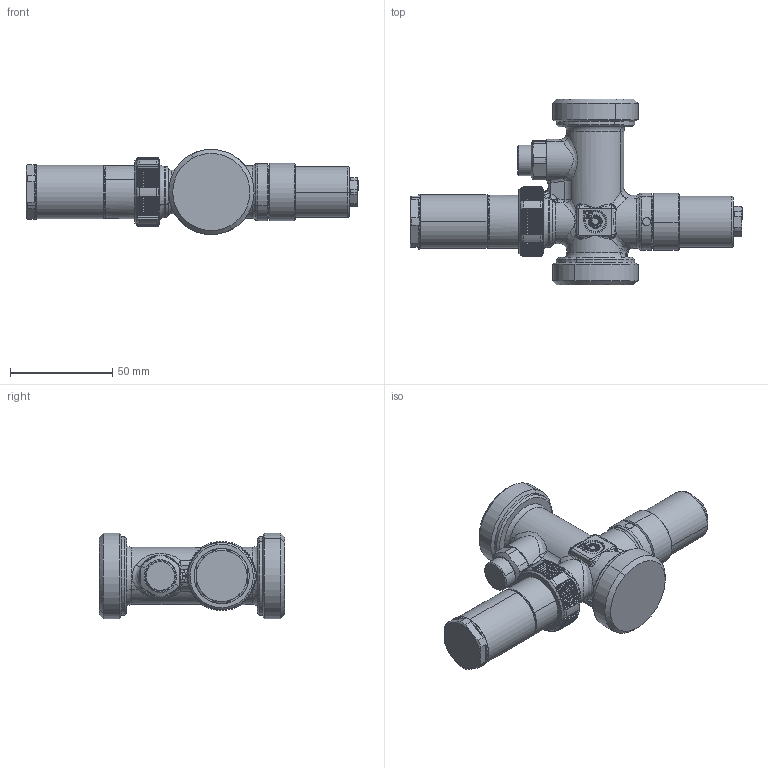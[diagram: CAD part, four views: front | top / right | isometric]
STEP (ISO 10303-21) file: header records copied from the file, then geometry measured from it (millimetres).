
FILE_DESCRIPTION(('CATIA V5 STEP Exchange','CAx-IF Rec.Pracs.--- Model Styling and Organization---1.4--- 2014-01-23','CAx-IF Rec.Pracs.---3D Tessellated Data Validation Properties---0.5---2014-09-14'),'2;1');
FILE_NAME('STEP_108711_-_TST.stp','2021-10-05T11:26:48+00:00',('none'),('none'),'CATIA Version 5-6 Release 2019 SP3','CATIA V5 STEP AP242 v1','none');
FILE_SCHEMA(('AP242_MANAGED_MODEL_BASED_3D_ENGINEERING_MIM_LF {1 0 10303 442 1 1 4}'));
Length unit declared in the file: millimetre
Products named in the file (1): 108711 - TST
Bounding box: 162.55 x 91 x 41.79 mm (x, y, z)
Volume: 157876.4 mm3; surface area: 32111.4 mm2
Topology: 2 solids, 2 shells, 927 faces, 2471 edges, 1523 vertices
Faces by surface type: cylinder 293, plane 219, bspline 169, torus 153, cone 75, sphere 18
Entity records: 39794 total; most frequent: CARTESIAN_POINT 20632, ORIENTED_EDGE 4862, EDGE_CURVE 2431, DIRECTION 2160, VERTEX_POINT 1523, B_SPLINE_CURVE_WITH_KNOTS 1337, AXIS2_PLACEMENT_3D 1040, EDGE_LOOP 944
